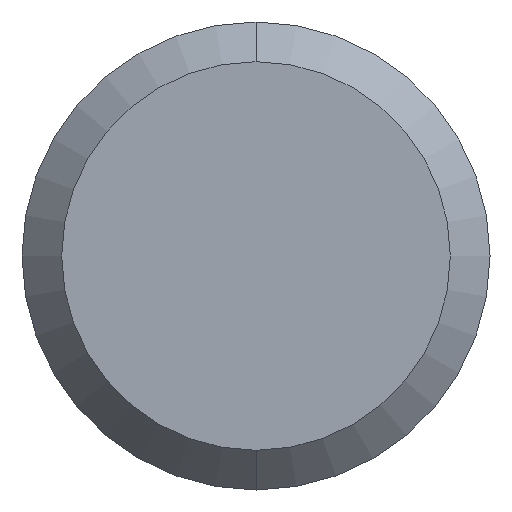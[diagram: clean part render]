
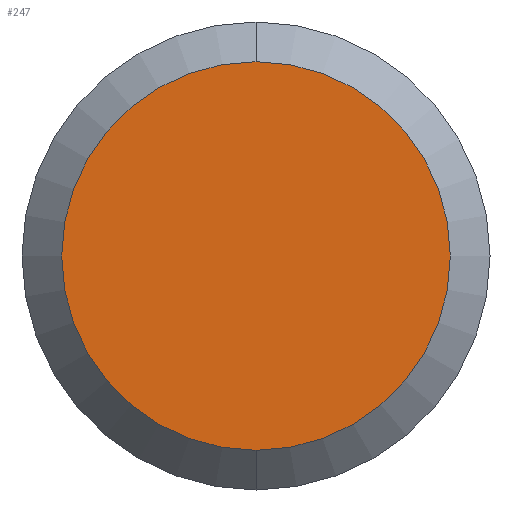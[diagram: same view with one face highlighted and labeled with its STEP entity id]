
A CAD part, front view. The second image highlights one B-rep face of the part: STEP entity #247.
In plain terms, the highlighted planar face has unit normal (0, -1, 0).
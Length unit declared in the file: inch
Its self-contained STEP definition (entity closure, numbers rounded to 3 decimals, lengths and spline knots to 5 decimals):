
#5 = ORIENTED_EDGE ( 'NONE', *, *, #212, .T. ) ;
#13 = FACE_OUTER_BOUND ( 'NONE', #107, .T. ) ;
#49 = DIRECTION ( 'NONE',  ( 0., 0., 1. ) ) ;
#55 = CARTESIAN_POINT ( 'NONE',  ( 0., 0., 0.09796 ) ) ;
#76 = VERTEX_POINT ( 'NONE', #143 ) ;
#80 = DIRECTION ( 'NONE',  ( 0., 0., 1. ) ) ;
#100 = AXIS2_PLACEMENT_3D ( 'NONE', #268, #116, #80 ) ;
#107 = EDGE_LOOP ( 'NONE', ( #5, #237 ) ) ;
#114 = AXIS2_PLACEMENT_3D ( 'NONE', #187, #229, #49 ) ;
#116 = DIRECTION ( 'NONE',  ( 0., 1., 0. ) ) ;
#131 = AXIS2_PLACEMENT_3D ( 'NONE', #133, #258, #204 ) ;
#133 = CARTESIAN_POINT ( 'NONE',  ( 0., 0., 0. ) ) ;
#143 = CARTESIAN_POINT ( 'NONE',  ( 0., 0., -0.09796 ) ) ;
#187 = CARTESIAN_POINT ( 'NONE',  ( 0., 0., 0. ) ) ;
#195 = VERTEX_POINT ( 'NONE', #55 ) ;
#204 = DIRECTION ( 'NONE',  ( 0., 0., 1. ) ) ;
#212 = EDGE_CURVE ( 'NONE', #195, #76, #231, .T. ) ;
#229 = DIRECTION ( 'NONE',  ( 0., -1., 0. ) ) ;
#230 = EDGE_CURVE ( 'NONE', #76, #195, #257, .T. ) ;
#231 = CIRCLE ( 'NONE', #131, 0.09796 ) ;
#237 = ORIENTED_EDGE ( 'NONE', *, *, #230, .T. ) ;
#245 = PLANE ( 'NONE',  #100 ) ;
#247 = ADVANCED_FACE ( 'NONE', ( #13 ), #245, .F. ) ;
#257 = CIRCLE ( 'NONE', #114, 0.09796 ) ;
#258 = DIRECTION ( 'NONE',  ( 0., -1., 0. ) ) ;
#268 = CARTESIAN_POINT ( 'NONE',  ( 0., 0., 0. ) ) ;
